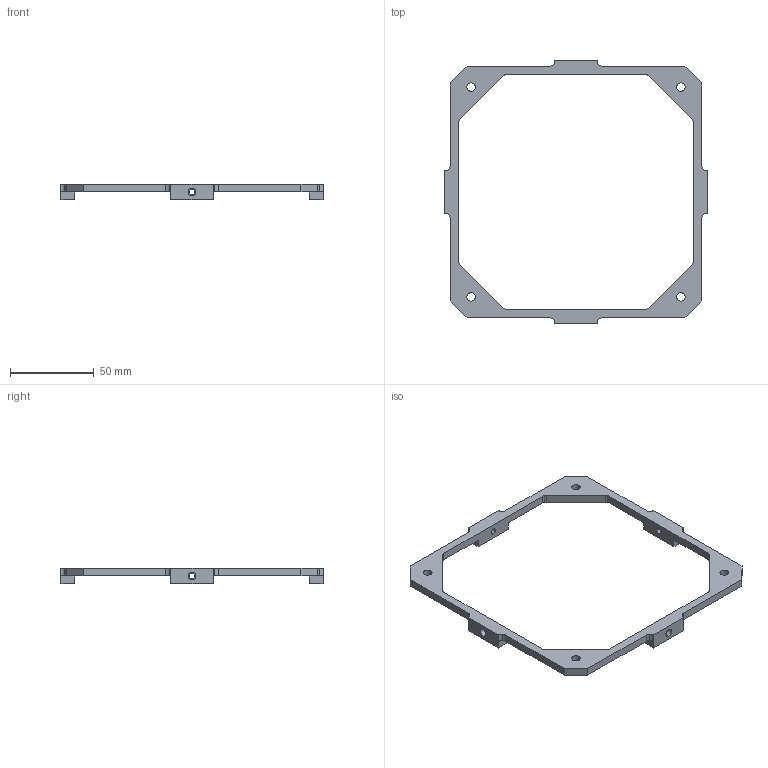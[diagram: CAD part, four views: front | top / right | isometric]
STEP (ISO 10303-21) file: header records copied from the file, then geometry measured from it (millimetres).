
FILE_DESCRIPTION((''),'2;1');
FILE_NAME('6810001.stp','2008-01-07T17:58:03',(''),(''),'Mechanical Desktop.R8.0.24.0','Mechanical Desktop.R8.0.24.0',', , ');
FILE_SCHEMA(('CONFIG_CONTROL_DESIGN'));
Length unit declared in the file: millimetre
Products named in the file (2): 6810001A; 6810001
Assembly tree (1 placements, depth 2):
  6810001A
    6810001
Bounding box: 156.39 x 156.39 x 9.53 mm (x, y, z)
Volume: 24987.9 mm3; surface area: 16078.2 mm2
Topology: 1 solids, 1 shells, 101 faces, 288 edges, 192 vertices
Faces by surface type: cylinder 56, plane 45
Entity records: 3479 total; most frequent: DIRECTION 606, CARTESIAN_POINT 583, ORIENTED_EDGE 576, EDGE_CURVE 288, AXIS2_PLACEMENT_3D 215, VERTEX_POINT 192, VECTOR 176, LINE 176
